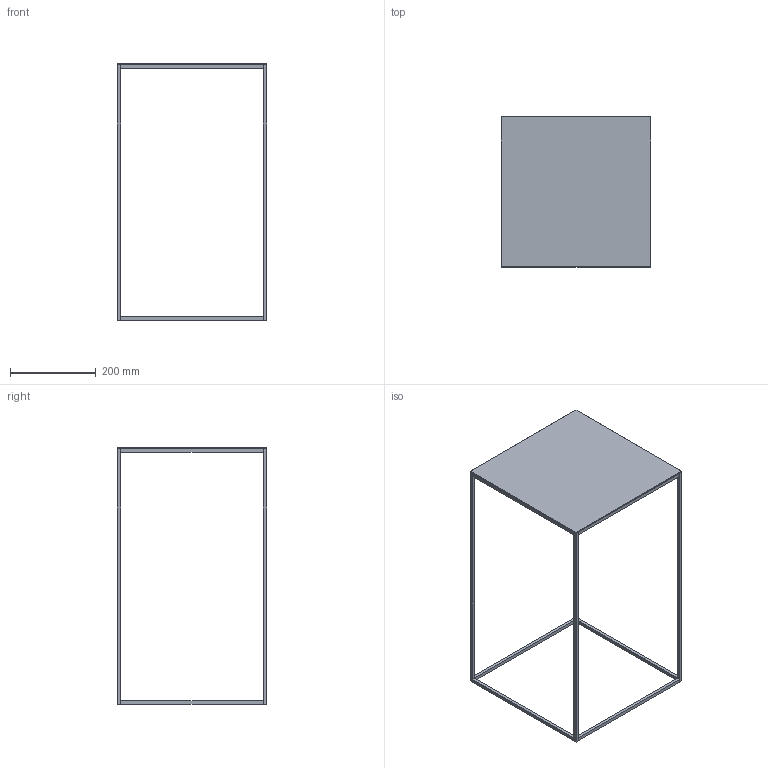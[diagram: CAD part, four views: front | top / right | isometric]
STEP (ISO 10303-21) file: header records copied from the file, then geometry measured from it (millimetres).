
FILE_DESCRIPTION(/* description */ (''),/* implementation_level */ '2;1');
FILE_NAME(/* name */ 'TND9MS~N',/* time_stamp */ '2016-09-05T17:03:29+02:00',/* author */ (''),/* organization */ (''),/* preprocessor_version */ 'ST-DEVELOPER v15',/* originating_system */ '',/* authorisation */ '');
FILE_SCHEMA (('AUTOMOTIVE_DESIGN'));
Length unit declared in the file: millimetre
Products named in the file (1): Document
Bounding box: 350 x 350 x 600 mm (x, y, z)
Volume: 568840 mm3; surface area: 411256 mm2
Topology: 13 solids, 13 shells, 78 faces, 157 edges, 105 vertices
Faces by surface type: plane 78
Entity records: 1767 total; most frequent: CARTESIAN_POINT 502, ORIENTED_EDGE 312, B_SPLINE_CURVE_WITH_KNOTS 157, EDGE_CURVE 156, VERTEX_POINT 104, DIRECTION 84, AXIS2_PLACEMENT_3D 81, ADVANCED_FACE 78
